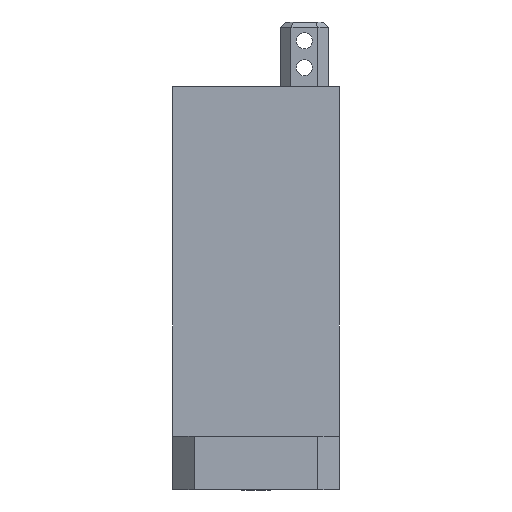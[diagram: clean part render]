
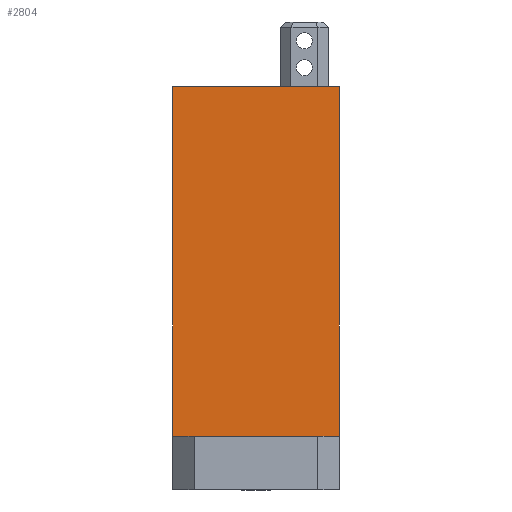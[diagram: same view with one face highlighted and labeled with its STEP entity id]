
A CAD part, front view. The second image highlights one B-rep face of the part: STEP entity #2804.
In plain terms, the highlighted face is planar.
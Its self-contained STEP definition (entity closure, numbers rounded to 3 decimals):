
#47 = CARTESIAN_POINT ( 'NONE',  ( -15.5, 75., 9.5 ) ) ;
#52 = DIRECTION ( 'NONE',  ( 1., 0., 0. ) ) ;
#88 = EDGE_CURVE ( 'NONE', #2665, #4619, #267, .T. ) ;
#267 = LINE ( 'NONE', #4909, #4143 ) ;
#337 = VECTOR ( 'NONE', #4642, 1000. ) ;
#664 = LINE ( 'NONE', #2616, #2315 ) ;
#899 = CARTESIAN_POINT ( 'NONE',  ( -15.5, 10., 9.5 ) ) ;
#967 = FACE_OUTER_BOUND ( 'NONE', #3438, .T. ) ;
#1029 = CARTESIAN_POINT ( 'NONE',  ( 15.5, 75., 9.5 ) ) ;
#1274 = CARTESIAN_POINT ( 'NONE',  ( 15.5, 10., 9.5 ) ) ;
#1289 = CARTESIAN_POINT ( 'NONE',  ( 15.5, 75., 9.5 ) ) ;
#1450 = VERTEX_POINT ( 'NONE', #1029 ) ;
#1514 = LINE ( 'NONE', #1289, #3102 ) ;
#1790 = ORIENTED_EDGE ( 'NONE', *, *, #3684, .F. ) ;
#2057 = LINE ( 'NONE', #3057, #337 ) ;
#2173 = EDGE_CURVE ( 'NONE', #4619, #2785, #2057, .T. ) ;
#2196 = CARTESIAN_POINT ( 'NONE',  ( -15.5, 75., 9.5 ) ) ;
#2205 = EDGE_CURVE ( 'NONE', #2785, #1450, #664, .T. ) ;
#2315 = VECTOR ( 'NONE', #52, 1000. ) ;
#2616 = CARTESIAN_POINT ( 'NONE',  ( -15.5, 75., 9.5 ) ) ;
#2665 = VERTEX_POINT ( 'NONE', #1274 ) ;
#2719 = AXIS2_PLACEMENT_3D ( 'NONE', #2196, #5114, #3013 ) ;
#2755 = ORIENTED_EDGE ( 'NONE', *, *, #88, .F. ) ;
#2785 = VERTEX_POINT ( 'NONE', #47 ) ;
#2804 = ADVANCED_FACE ( 'NONE', ( #967 ), #3895, .T. ) ;
#3013 = DIRECTION ( 'NONE',  ( -1., 0., 0. ) ) ;
#3057 = CARTESIAN_POINT ( 'NONE',  ( -15.5, 75., 9.5 ) ) ;
#3102 = VECTOR ( 'NONE', #5162, 1000. ) ;
#3438 = EDGE_LOOP ( 'NONE', ( #3903, #2755, #1790, #3947 ) ) ;
#3684 = EDGE_CURVE ( 'NONE', #1450, #2665, #1514, .T. ) ;
#3895 = PLANE ( 'NONE',  #2719 ) ;
#3903 = ORIENTED_EDGE ( 'NONE', *, *, #2173, .F. ) ;
#3947 = ORIENTED_EDGE ( 'NONE', *, *, #2205, .F. ) ;
#4143 = VECTOR ( 'NONE', #4450, 1000. ) ;
#4450 = DIRECTION ( 'NONE',  ( -1., 0., 0. ) ) ;
#4619 = VERTEX_POINT ( 'NONE', #899 ) ;
#4642 = DIRECTION ( 'NONE',  ( 0., 1., 0. ) ) ;
#4909 = CARTESIAN_POINT ( 'NONE',  ( -15.5, 10., 9.5 ) ) ;
#5114 = DIRECTION ( 'NONE',  ( 0., 0., 1. ) ) ;
#5162 = DIRECTION ( 'NONE',  ( 0., -1., 0. ) ) ;
